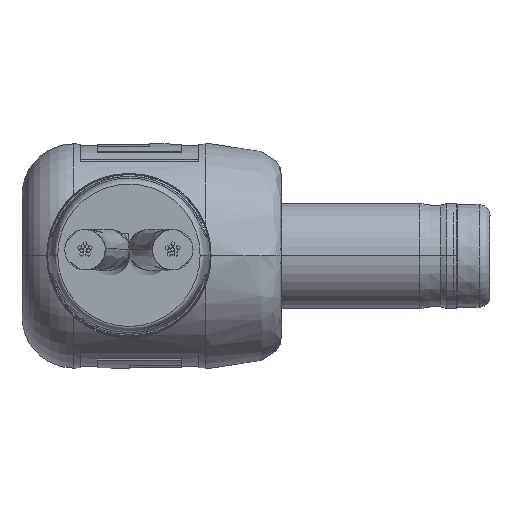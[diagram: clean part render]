
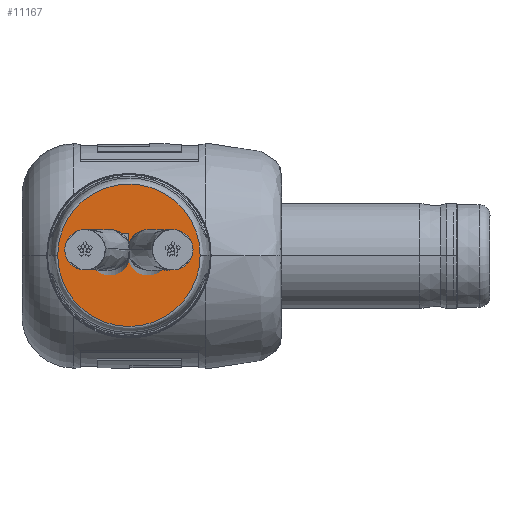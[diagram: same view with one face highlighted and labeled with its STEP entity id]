
A CAD part, top view. The second image highlights one B-rep face of the part: STEP entity #11167.
In plain terms, the highlighted planar face has unit normal (0, 0, 1).
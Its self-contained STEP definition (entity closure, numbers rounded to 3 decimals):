
#880 = DIRECTION ( 'NONE',  ( -1., 0., 0. ) ) ;
#4754 = EDGE_CURVE ( 'NONE', #16227, #11820, #8126, .T. ) ;
#5128 = AXIS2_PLACEMENT_3D ( 'NONE', #5456, #7242, #880 ) ;
#5456 = CARTESIAN_POINT ( 'NONE',  ( 0., 0., 19.38 ) ) ;
#5697 = DIRECTION ( 'NONE',  ( -1., 0., 0. ) ) ;
#7242 = DIRECTION ( 'NONE',  ( 0., 0., -1. ) ) ;
#8126 = CIRCLE ( 'NONE', #14941, 3.25 ) ;
#8995 = DIRECTION ( 'NONE',  ( -1., 0., 0. ) ) ;
#9533 = AXIS2_PLACEMENT_3D ( 'NONE', #18859, #10654, #8995 ) ;
#10654 = DIRECTION ( 'NONE',  ( 0., 0., -1. ) ) ;
#11167 = ADVANCED_FACE ( 'NONE', ( #19417 ), #17079, .F. ) ;
#11276 = EDGE_LOOP ( 'NONE', ( #18412, #18645 ) ) ;
#11820 = VERTEX_POINT ( 'NONE', #19057 ) ;
#12928 = EDGE_CURVE ( 'NONE', #11820, #16227, #13707, .T. ) ;
#13707 = CIRCLE ( 'NONE', #9533, 3.25 ) ;
#13874 = CARTESIAN_POINT ( 'NONE',  ( 0., 0., 19.38 ) ) ;
#14941 = AXIS2_PLACEMENT_3D ( 'NONE', #13874, #15530, #5697 ) ;
#15530 = DIRECTION ( 'NONE',  ( 0., 0., -1. ) ) ;
#16227 = VERTEX_POINT ( 'NONE', #20819 ) ;
#17079 = PLANE ( 'NONE',  #5128 ) ;
#18412 = ORIENTED_EDGE ( 'NONE', *, *, #4754, .F. ) ;
#18645 = ORIENTED_EDGE ( 'NONE', *, *, #12928, .F. ) ;
#18859 = CARTESIAN_POINT ( 'NONE',  ( 0., 0., 19.38 ) ) ;
#19057 = CARTESIAN_POINT ( 'NONE',  ( -3.25, 0., 19.38 ) ) ;
#19417 = FACE_OUTER_BOUND ( 'NONE', #11276, .T. ) ;
#20819 = CARTESIAN_POINT ( 'NONE',  ( 3.25, 0., 19.38 ) ) ;
